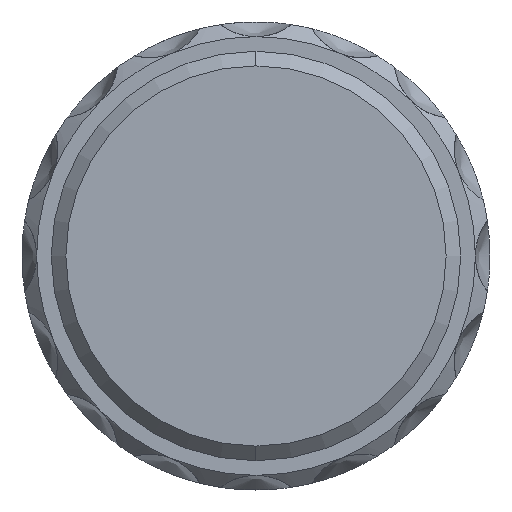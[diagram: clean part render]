
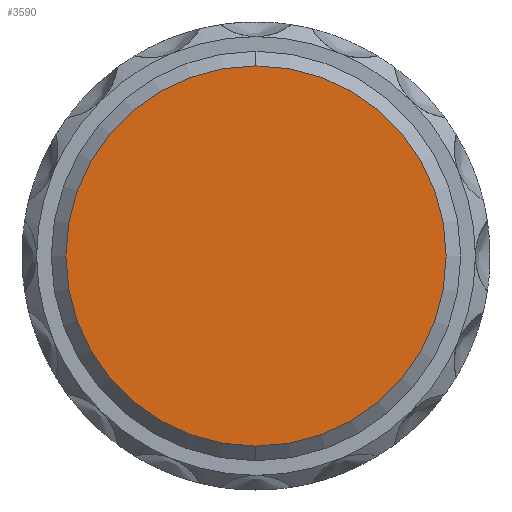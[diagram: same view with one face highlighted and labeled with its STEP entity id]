
A CAD part, left-side view. The second image highlights one B-rep face of the part: STEP entity #3590.
In plain terms, the highlighted planar face has unit normal (-1, 0, 0).
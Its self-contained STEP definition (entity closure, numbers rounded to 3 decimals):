
#74 = ORIENTED_EDGE ( 'NONE', *, *, #3512, .F. ) ;
#180 = DIRECTION ( 'NONE',  ( 0., 0., -1. ) ) ;
#331 = CIRCLE ( 'NONE', #611, 6.5 ) ;
#520 = CARTESIAN_POINT ( 'NONE',  ( 0., 0., 0. ) ) ;
#611 = AXIS2_PLACEMENT_3D ( 'NONE', #1022, #1057, #2131 ) ;
#1022 = CARTESIAN_POINT ( 'NONE',  ( 0., 0., 0. ) ) ;
#1057 = DIRECTION ( 'NONE',  ( 1., 0., 0. ) ) ;
#1277 = EDGE_LOOP ( 'NONE', ( #74, #2296 ) ) ;
#1417 = EDGE_CURVE ( 'NONE', #4010, #4507, #331, .T. ) ;
#1505 = AXIS2_PLACEMENT_3D ( 'NONE', #520, #3416, #180 ) ;
#2131 = DIRECTION ( 'NONE',  ( 0., 0., -1. ) ) ;
#2263 = AXIS2_PLACEMENT_3D ( 'NONE', #3137, #3871, #4222 ) ;
#2296 = ORIENTED_EDGE ( 'NONE', *, *, #1417, .F. ) ;
#2381 = CARTESIAN_POINT ( 'NONE',  ( 0., 0., 6.5 ) ) ;
#3137 = CARTESIAN_POINT ( 'NONE',  ( 0., 0., -8. ) ) ;
#3416 = DIRECTION ( 'NONE',  ( 1., 0., 0. ) ) ;
#3512 = EDGE_CURVE ( 'NONE', #4507, #4010, #3798, .T. ) ;
#3590 = ADVANCED_FACE ( 'NONE', ( #3849 ), #4542, .F. ) ;
#3752 = CARTESIAN_POINT ( 'NONE',  ( 0., 0., -6.5 ) ) ;
#3798 = CIRCLE ( 'NONE', #1505, 6.5 ) ;
#3849 = FACE_OUTER_BOUND ( 'NONE', #1277, .T. ) ;
#3871 = DIRECTION ( 'NONE',  ( 1., 0., 0. ) ) ;
#4010 = VERTEX_POINT ( 'NONE', #2381 ) ;
#4222 = DIRECTION ( 'NONE',  ( 0., 0., -1. ) ) ;
#4507 = VERTEX_POINT ( 'NONE', #3752 ) ;
#4542 = PLANE ( 'NONE',  #2263 ) ;
